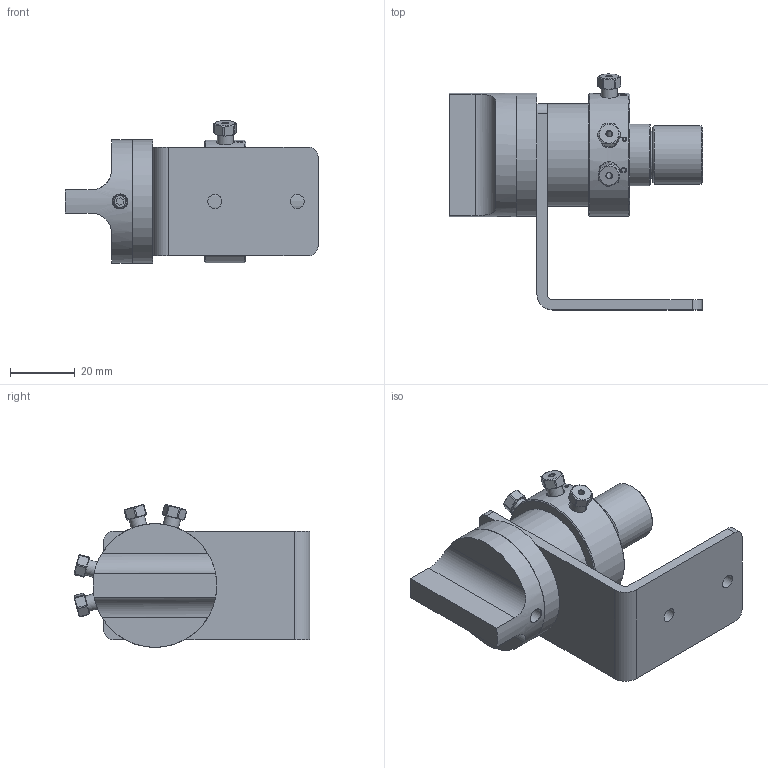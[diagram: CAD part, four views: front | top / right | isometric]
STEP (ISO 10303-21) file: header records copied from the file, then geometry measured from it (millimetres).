
FILE_DESCRIPTION((''),'2;1');
FILE_NAME('506318-CI4UW 4 port 2-pos int vol valve manuel version.stp','2013-08-12T08:49:04',('Franzp'),(''),'Autodesk Inventor 2013','Autodesk Inventor 2013','');
FILE_SCHEMA(('AUTOMOTIVE_DESIGN { 1 0 10303 214 1 1 1 1 }'));
Length unit declared in the file: millimetre
Products named in the file (1): 506318_Shrinkwrap_1
Bounding box: 77.97 x 72.65 x 43.94 mm (x, y, z)
Surface area: 23140.7 mm2 (no closed solid volume)
Topology: 0 solids, 20 shells, 151 faces, 479 edges, 358 vertices
Faces by surface type: plane 71, cylinder 57, cone 23
Full cylindrical faces by diameter (mm): 1.727 x4, 3.302 x2, 4.32 x2, 4.5 x1, 4.826 x4, 5.6 x4, 14.4 x1, 18 x1, 19.05 x1, 31.75 x1, 37.973 x1, 38.1 x2
Entity records: 5738 total; most frequent: CARTESIAN_POINT 1501, DIRECTION 821, ORIENTED_EDGE 683, EDGE_CURVE 414, AXIS2_PLACEMENT_3D 351, VERTEX_POINT 340, EDGE_LOOP 263, CIRCLE 185
